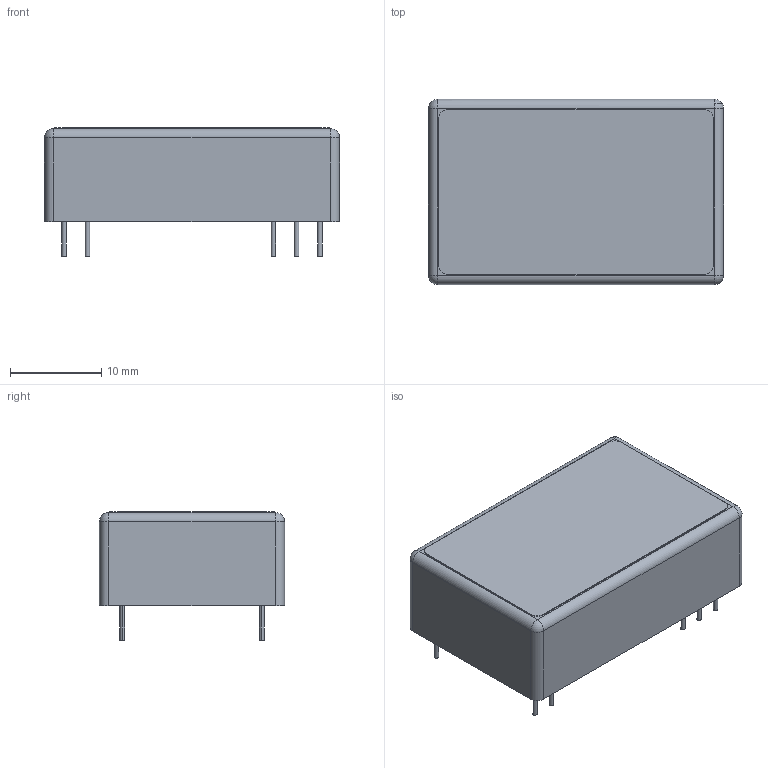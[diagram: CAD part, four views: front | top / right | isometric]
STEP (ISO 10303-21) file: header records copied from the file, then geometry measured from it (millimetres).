
FILE_DESCRIPTION((''),'2;1');
FILE_NAME('DCDC_TRACO_THI.stp','2012-05-24T14:41:18',(''),(''),'Mechanical Desktop 2011','Mechanical Desktop 2011',', , ');
FILE_SCHEMA(('AUTOMOTIVE_DESIGN { 1 2 10303 214 1 1 1 1 }'));
Length unit declared in the file: millimetre
Products named in the file (1): Product
Bounding box: 32.25 x 20.25 x 14.05 mm (x, y, z)
Volume: 6658.6 mm3; surface area: 3452.9 mm2
Topology: 11 solids, 11 shells, 65 faces, 120 edges, 75 vertices
Faces by surface type: cylinder 30, plane 30, sphere 5
Entity records: 1657 total; most frequent: DIRECTION 314, CARTESIAN_POINT 259, ORIENTED_EDGE 236, AXIS2_PLACEMENT_3D 130, EDGE_CURVE 118, VERTEX_POINT 75, EDGE_LOOP 65, FACE_OUTER_BOUND 65
